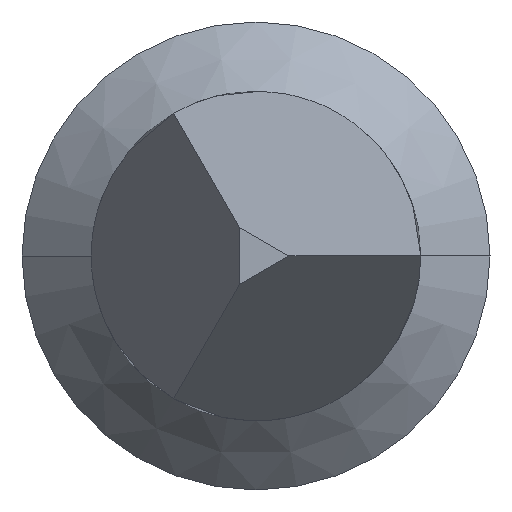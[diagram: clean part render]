
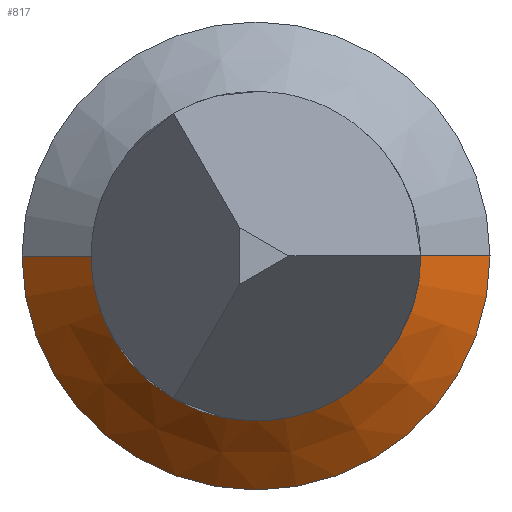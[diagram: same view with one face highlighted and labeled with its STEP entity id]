
A CAD part, left-side view. The second image highlights one B-rep face of the part: STEP entity #817.
In plain terms, the highlighted conical face has half-angle 45 degrees and reference radius 0.254 mm.
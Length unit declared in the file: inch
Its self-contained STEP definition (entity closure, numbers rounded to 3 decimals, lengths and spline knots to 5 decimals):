
#5 = DIRECTION ( 'NONE',  ( 0.707, -0.707, 0. ) ) ;
#8 = CARTESIAN_POINT ( 'NONE',  ( 0.1458, -0.01, 0. ) ) ;
#27 = DIRECTION ( 'NONE',  ( 0., 1., 0. ) ) ;
#28 = DIRECTION ( 'NONE',  ( 1., 0., 0. ) ) ;
#30 = CARTESIAN_POINT ( 'NONE',  ( 0.15, 0., 0. ) ) ;
#95 = CARTESIAN_POINT ( 'NONE',  ( 0.1458, -0.01, 0. ) ) ;
#98 = CARTESIAN_POINT ( 'NONE',  ( 0.15, -0.0142, 0. ) ) ;
#116 = DIRECTION ( 'NONE',  ( 1., 0., 0. ) ) ;
#119 = CARTESIAN_POINT ( 'NONE',  ( 0.1458, 0., 0. ) ) ;
#120 = DIRECTION ( 'NONE',  ( 0., 1., 0. ) ) ;
#203 = AXIS2_PLACEMENT_3D ( 'NONE', #119, #116, #120 ) ;
#228 = CARTESIAN_POINT ( 'NONE',  ( 0.15, 0.0142, 0. ) ) ;
#275 = AXIS2_PLACEMENT_3D ( 'NONE', #30, #28, #27 ) ;
#299 = AXIS2_PLACEMENT_3D ( 'NONE', #364, #363, #362 ) ;
#336 = CARTESIAN_POINT ( 'NONE',  ( 0.1458, 0.01, 0. ) ) ;
#362 = DIRECTION ( 'NONE',  ( 0., 1., 0. ) ) ;
#363 = DIRECTION ( 'NONE',  ( 1., 0., 0. ) ) ;
#364 = CARTESIAN_POINT ( 'NONE',  ( 0.1458, 0., 0. ) ) ;
#365 = DIRECTION ( 'NONE',  ( 0.707, 0.707, 0. ) ) ;
#369 = CARTESIAN_POINT ( 'NONE',  ( 0.1458, 0.01, 0. ) ) ;
#638 = EDGE_LOOP ( 'NONE', ( #870, #692, #709, #711 ) ) ;
#692 = ORIENTED_EDGE ( 'NONE', *, *, #739, .T. ) ;
#709 = ORIENTED_EDGE ( 'NONE', *, *, #741, .T. ) ;
#711 = ORIENTED_EDGE ( 'NONE', *, *, #769, .F. ) ;
#739 = EDGE_CURVE ( 'NONE', #874, #863, #1086, .T. ) ;
#741 = EDGE_CURVE ( 'NONE', #863, #1025, #1075, .T. ) ;
#754 = EDGE_CURVE ( 'NONE', #874, #899, #1057, .T. ) ;
#769 = EDGE_CURVE ( 'NONE', #899, #1025, #1043, .T. ) ;
#817 = ADVANCED_FACE ( 'NONE', ( #952 ), #943, .T. ) ;
#863 = VERTEX_POINT ( 'NONE', #336 ) ;
#870 = ORIENTED_EDGE ( 'NONE', *, *, #754, .F. ) ;
#874 = VERTEX_POINT ( 'NONE', #95 ) ;
#899 = VERTEX_POINT ( 'NONE', #98 ) ;
#943 = CONICAL_SURFACE ( 'NONE', #203, 0.01, 0.785 ) ;
#952 = FACE_OUTER_BOUND ( 'NONE', #638, .T. ) ;
#1025 = VERTEX_POINT ( 'NONE', #228 ) ;
#1043 = CIRCLE ( 'NONE', #275, 0.0142 ) ;
#1053 = VECTOR ( 'NONE', #5, 39.37008 ) ;
#1057 = LINE ( 'NONE', #8, #1053 ) ;
#1072 = VECTOR ( 'NONE', #365, 39.37008 ) ;
#1075 = LINE ( 'NONE', #369, #1072 ) ;
#1086 = CIRCLE ( 'NONE', #299, 0.01 ) ;
